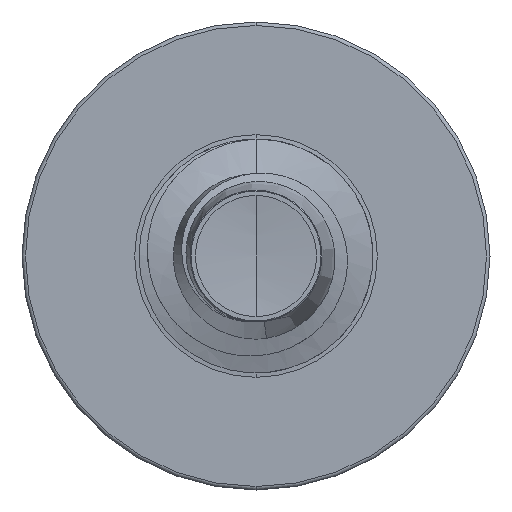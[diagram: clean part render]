
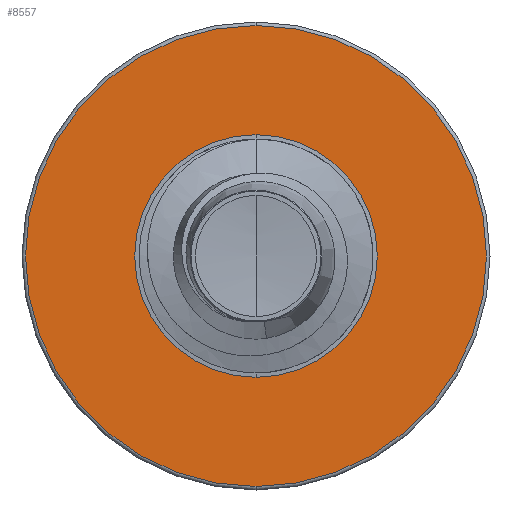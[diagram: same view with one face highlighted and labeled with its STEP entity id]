
A CAD part, front view. The second image highlights one B-rep face of the part: STEP entity #8557.
In plain terms, the highlighted planar face has unit normal (0, -1, 0).
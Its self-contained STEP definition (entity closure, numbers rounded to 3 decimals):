
#144 = AXIS2_PLACEMENT_3D ( 'NONE', #8676, #8667, #8655 ) ;
#169 = EDGE_CURVE ( 'NONE', #2635, #10446, #9880, .T. ) ;
#777 = ORIENTED_EDGE ( 'NONE', *, *, #11189, .F. ) ;
#859 = EDGE_CURVE ( 'NONE', #10446, #2635, #2938, .T. ) ;
#1144 = CARTESIAN_POINT ( 'NONE',  ( 0., 2.5, -2.462 ) ) ;
#1796 = EDGE_CURVE ( 'NONE', #3595, #10861, #11013, .T. ) ;
#2085 = ORIENTED_EDGE ( 'NONE', *, *, #1796, .F. ) ;
#2635 = VERTEX_POINT ( 'NONE', #5863 ) ;
#2661 = FACE_OUTER_BOUND ( 'NONE', #6416, .T. ) ;
#2938 = CIRCLE ( 'NONE', #6739, 1.296 ) ;
#2981 = EDGE_LOOP ( 'NONE', ( #11053, #5052 ) ) ;
#3595 = VERTEX_POINT ( 'NONE', #1144 ) ;
#4472 = CIRCLE ( 'NONE', #10767, 2.462 ) ;
#5052 = ORIENTED_EDGE ( 'NONE', *, *, #859, .T. ) ;
#5628 = DIRECTION ( 'NONE',  ( 0., 0., 1. ) ) ;
#5642 = DIRECTION ( 'NONE',  ( 0., 1., 0. ) ) ;
#5646 = CARTESIAN_POINT ( 'NONE',  ( 0., 2.5, 0. ) ) ;
#5863 = CARTESIAN_POINT ( 'NONE',  ( 0., 2.5, 1.296 ) ) ;
#6416 = EDGE_LOOP ( 'NONE', ( #777, #2085 ) ) ;
#6650 = CARTESIAN_POINT ( 'NONE',  ( 0., 2.5, -1.296 ) ) ;
#6739 = AXIS2_PLACEMENT_3D ( 'NONE', #5646, #5642, #5628 ) ;
#6784 = CARTESIAN_POINT ( 'NONE',  ( 0., 2.5, 2.463 ) ) ;
#7972 = FACE_BOUND ( 'NONE', #2981, .T. ) ;
#8143 = AXIS2_PLACEMENT_3D ( 'NONE', #10825, #10817, #10805 ) ;
#8513 = DIRECTION ( 'NONE',  ( 0., 0., 1. ) ) ;
#8543 = CARTESIAN_POINT ( 'NONE',  ( 0., 2.5, 0. ) ) ;
#8557 = ADVANCED_FACE ( 'NONE', ( #2661, #7972 ), #10155, .F. ) ;
#8655 = DIRECTION ( 'NONE',  ( 0., 0., 1. ) ) ;
#8667 = DIRECTION ( 'NONE',  ( 0., 1., 0. ) ) ;
#8676 = CARTESIAN_POINT ( 'NONE',  ( 0., 2.5, 0. ) ) ;
#9146 = DIRECTION ( 'NONE',  ( 0., 1., 0. ) ) ;
#9880 = CIRCLE ( 'NONE', #144, 1.296 ) ;
#10153 = DIRECTION ( 'NONE',  ( 0., 0., 1. ) ) ;
#10155 = PLANE ( 'NONE',  #10947 ) ;
#10210 = DIRECTION ( 'NONE',  ( 0., 1., 0. ) ) ;
#10231 = CARTESIAN_POINT ( 'NONE',  ( 0., 2.5, -1.296 ) ) ;
#10446 = VERTEX_POINT ( 'NONE', #6650 ) ;
#10767 = AXIS2_PLACEMENT_3D ( 'NONE', #8543, #9146, #8513 ) ;
#10805 = DIRECTION ( 'NONE',  ( 0., 0., 1. ) ) ;
#10817 = DIRECTION ( 'NONE',  ( 0., 1., 0. ) ) ;
#10825 = CARTESIAN_POINT ( 'NONE',  ( 0., 2.5, 0. ) ) ;
#10861 = VERTEX_POINT ( 'NONE', #6784 ) ;
#10947 = AXIS2_PLACEMENT_3D ( 'NONE', #10231, #10210, #10153 ) ;
#11013 = CIRCLE ( 'NONE', #8143, 2.462 ) ;
#11053 = ORIENTED_EDGE ( 'NONE', *, *, #169, .T. ) ;
#11189 = EDGE_CURVE ( 'NONE', #10861, #3595, #4472, .T. ) ;
